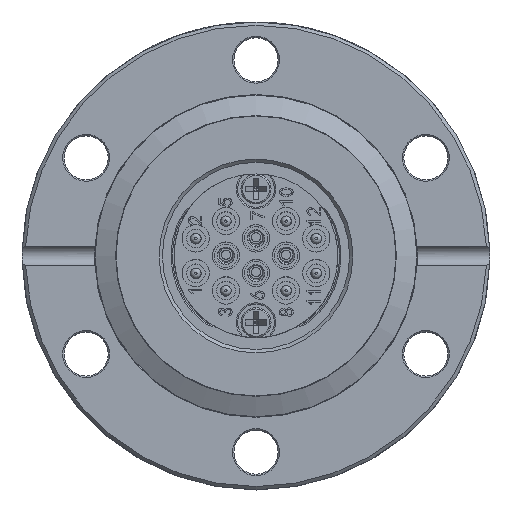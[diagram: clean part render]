
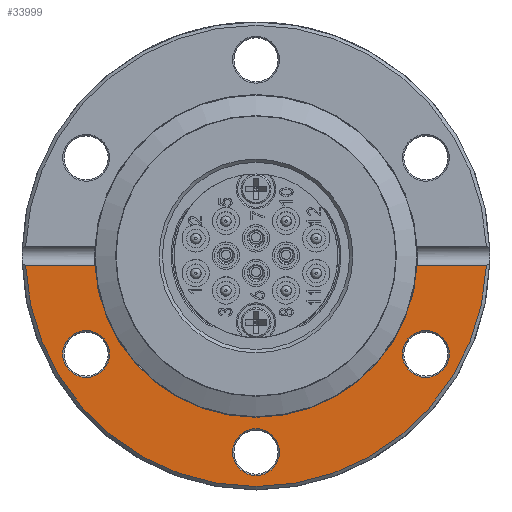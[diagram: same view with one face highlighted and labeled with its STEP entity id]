
A CAD part, top view. The second image highlights one B-rep face of the part: STEP entity #33999.
In plain terms, the highlighted planar face has unit normal (0, 0, 1).
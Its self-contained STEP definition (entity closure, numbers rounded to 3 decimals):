
#433 = EDGE_CURVE ( 'NONE', #9380, #9380, #42140, .T. ) ;
#1553 = CIRCLE ( 'NONE', #35300, 3.5 ) ;
#1971 = DIRECTION ( 'NONE',  ( 1., 0., 0. ) ) ;
#2160 = DIRECTION ( 'NONE',  ( 0., 0., -1. ) ) ;
#4594 = EDGE_LOOP ( 'NONE', ( #37782, #10722, #49144, #55392 ) ) ;
#4893 = EDGE_CURVE ( 'NONE', #53799, #21756, #19169, .T. ) ;
#4900 = DIRECTION ( 'NONE',  ( 0., 0., 1. ) ) ;
#5253 = DIRECTION ( 'NONE',  ( 0., 1., 0. ) ) ;
#5564 = CIRCLE ( 'NONE', #39270, 24.15 ) ;
#5629 = DIRECTION ( 'NONE',  ( 0., -1., 0. ) ) ;
#6544 = EDGE_LOOP ( 'NONE', ( #24786 ) ) ;
#6684 = FACE_OUTER_BOUND ( 'NONE', #4594, .T. ) ;
#7428 = CARTESIAN_POINT ( 'NONE',  ( -25.418, -14.675, 0. ) ) ;
#9380 = VERTEX_POINT ( 'NONE', #44974 ) ;
#10040 = VERTEX_POINT ( 'NONE', #50546 ) ;
#10722 = ORIENTED_EDGE ( 'NONE', *, *, #31215, .T. ) ;
#10924 = AXIS2_PLACEMENT_3D ( 'NONE', #27288, #27009, #5253 ) ;
#13630 = EDGE_CURVE ( 'NONE', #52770, #52770, #36944, .T. ) ;
#15122 = VECTOR ( 'NONE', #53364, 1000. ) ;
#15125 = DIRECTION ( 'NONE',  ( 0., 1., 0. ) ) ;
#15127 = ORIENTED_EDGE ( 'NONE', *, *, #433, .T. ) ;
#16306 = CARTESIAN_POINT ( 'NONE',  ( 0., -25.85, 0. ) ) ;
#16337 = AXIS2_PLACEMENT_3D ( 'NONE', #41664, #4900, #45596 ) ;
#18013 = DIRECTION ( 'NONE',  ( 0., 1., 0. ) ) ;
#18137 = CARTESIAN_POINT ( 'NONE',  ( 34.471, -1.414, 0. ) ) ;
#18792 = EDGE_LOOP ( 'NONE', ( #42978 ) ) ;
#19169 = CIRCLE ( 'NONE', #16337, 34.5 ) ;
#19917 = FACE_BOUND ( 'NONE', #18792, .T. ) ;
#21756 = VERTEX_POINT ( 'NONE', #18137 ) ;
#21961 = AXIS2_PLACEMENT_3D ( 'NONE', #38621, #2160, #15125 ) ;
#23714 = CARTESIAN_POINT ( 'NONE',  ( 0., 0., 0. ) ) ;
#24459 = FACE_BOUND ( 'NONE', #39408, .T. ) ;
#24786 = ORIENTED_EDGE ( 'NONE', *, *, #39024, .T. ) ;
#27009 = DIRECTION ( 'NONE',  ( 0., 0., -1. ) ) ;
#27288 = CARTESIAN_POINT ( 'NONE',  ( 0., -29.35, 0. ) ) ;
#29735 = DIRECTION ( 'NONE',  ( 0., 0., -1. ) ) ;
#31215 = EDGE_CURVE ( 'NONE', #10040, #53799, #40069, .T. ) ;
#33602 = EDGE_CURVE ( 'NONE', #10040, #51723, #5564, .T. ) ;
#33999 = ADVANCED_FACE ( 'NONE', ( #47665, #19917, #24459, #6684 ), #47070, .F. ) ;
#34227 = LINE ( 'NONE', #57404, #48702 ) ;
#35300 = AXIS2_PLACEMENT_3D ( 'NONE', #7428, #29735, #48125 ) ;
#36944 = CIRCLE ( 'NONE', #10924, 3.5 ) ;
#37782 = ORIENTED_EDGE ( 'NONE', *, *, #33602, .F. ) ;
#37844 = EDGE_CURVE ( 'NONE', #51723, #21756, #34227, .T. ) ;
#38621 = CARTESIAN_POINT ( 'NONE',  ( 0., 34.5, 0. ) ) ;
#39024 = EDGE_CURVE ( 'NONE', #44245, #44245, #1553, .T. ) ;
#39270 = AXIS2_PLACEMENT_3D ( 'NONE', #23714, #46923, #5629 ) ;
#39408 = EDGE_LOOP ( 'NONE', ( #15127 ) ) ;
#40069 = LINE ( 'NONE', #53955, #15122 ) ;
#40364 = DIRECTION ( 'NONE',  ( 0., 0., -1. ) ) ;
#41664 = CARTESIAN_POINT ( 'NONE',  ( 0., 0., 0. ) ) ;
#42140 = CIRCLE ( 'NONE', #52751, 3.5 ) ;
#42978 = ORIENTED_EDGE ( 'NONE', *, *, #13630, .T. ) ;
#44245 = VERTEX_POINT ( 'NONE', #47563 ) ;
#44974 = CARTESIAN_POINT ( 'NONE',  ( 25.418, -11.175, 0. ) ) ;
#45596 = DIRECTION ( 'NONE',  ( 0., -1., 0. ) ) ;
#46923 = DIRECTION ( 'NONE',  ( 0., 0., 1. ) ) ;
#47070 = PLANE ( 'NONE',  #21961 ) ;
#47563 = CARTESIAN_POINT ( 'NONE',  ( -25.418, -11.175, 0. ) ) ;
#47665 = FACE_BOUND ( 'NONE', #6544, .T. ) ;
#48125 = DIRECTION ( 'NONE',  ( 0., 1., 0. ) ) ;
#48702 = VECTOR ( 'NONE', #1971, 1000. ) ;
#49144 = ORIENTED_EDGE ( 'NONE', *, *, #4893, .T. ) ;
#50546 = CARTESIAN_POINT ( 'NONE',  ( -24.109, -1.414, 0. ) ) ;
#51723 = VERTEX_POINT ( 'NONE', #57092 ) ;
#52443 = CARTESIAN_POINT ( 'NONE',  ( -34.471, -1.414, 0. ) ) ;
#52751 = AXIS2_PLACEMENT_3D ( 'NONE', #59295, #40364, #18013 ) ;
#52770 = VERTEX_POINT ( 'NONE', #16306 ) ;
#53364 = DIRECTION ( 'NONE',  ( -1., 0., 0. ) ) ;
#53799 = VERTEX_POINT ( 'NONE', #52443 ) ;
#53955 = CARTESIAN_POINT ( 'NONE',  ( -37.07, -1.414, 0. ) ) ;
#55392 = ORIENTED_EDGE ( 'NONE', *, *, #37844, .F. ) ;
#57092 = CARTESIAN_POINT ( 'NONE',  ( 24.109, -1.414, 0. ) ) ;
#57404 = CARTESIAN_POINT ( 'NONE',  ( 37.07, -1.414, 0. ) ) ;
#59295 = CARTESIAN_POINT ( 'NONE',  ( 25.418, -14.675, 0. ) ) ;
